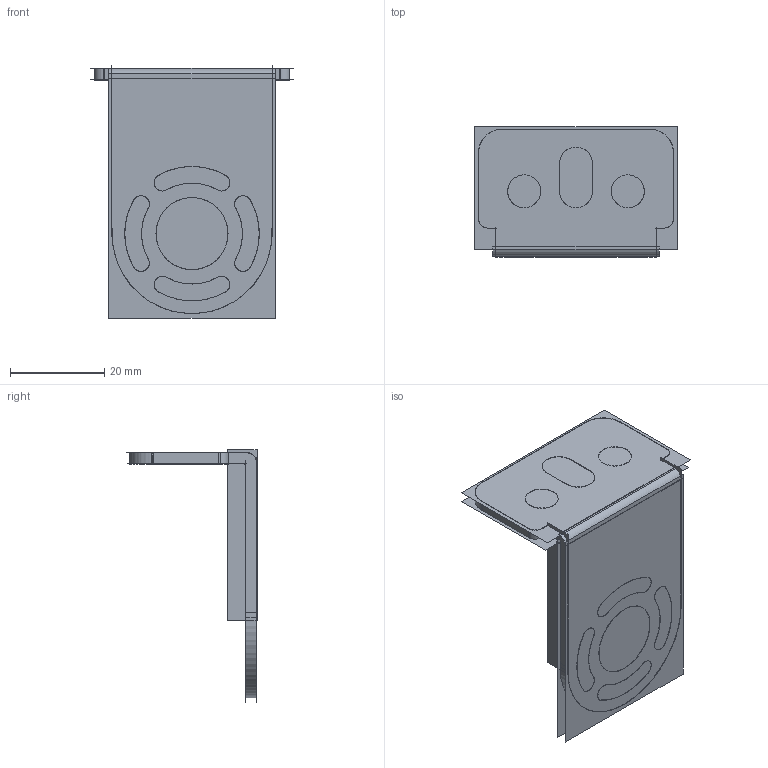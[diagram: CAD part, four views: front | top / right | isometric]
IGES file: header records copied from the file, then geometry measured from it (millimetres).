
Start section:  PTC IGES file: 142058.igs
Global section: file name: 142058.igs; native system: Creo Parametric by Parametric Technology Corporation; preprocessor: 2013230; author: pdmadmin; organization: Unknown; date: 20160225.153852; units: millimetre
Bounding box: 43.06 x 27.62 x 53.7 mm (x, y, z)
Volume: 4696.9 mm3; surface area: 23149.9 mm2
Topology: 1 solids, 1 shells, 88 faces, 490 edges, 636 vertices
Faces by surface type: revolution 62, bspline 26
